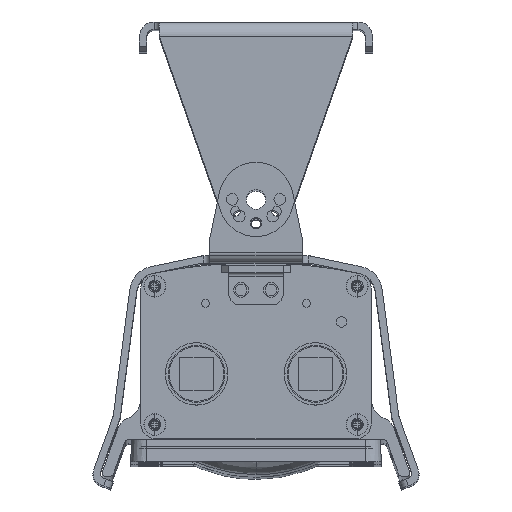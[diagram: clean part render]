
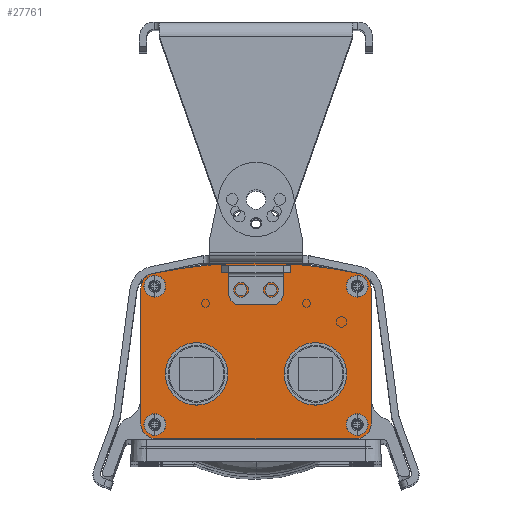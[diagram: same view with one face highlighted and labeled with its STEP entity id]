
A CAD part, top view. The second image highlights one B-rep face of the part: STEP entity #27761.
In plain terms, the highlighted planar face has unit normal (0, 0, 1).
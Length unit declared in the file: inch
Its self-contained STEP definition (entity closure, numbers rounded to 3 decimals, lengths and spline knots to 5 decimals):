
#25966=CARTESIAN_POINT('',(-1.,-0.375,0.625));
#25967=DIRECTION('',(0.,0.,1.));
#25968=DIRECTION('',(1.,0.,0.));
#25969=AXIS2_PLACEMENT_3D('',#25966,#25967,#25968);
#25971=CARTESIAN_POINT('',(-1.,-0.375,0.625));
#25972=DIRECTION('',(0.,0.,1.));
#25973=DIRECTION('',(-1.,0.,0.));
#25974=AXIS2_PLACEMENT_3D('',#25971,#25972,#25973);
#25976=CARTESIAN_POINT('',(1.,-0.375,0.625));
#25977=DIRECTION('',(0.,0.,1.));
#25978=DIRECTION('',(1.,0.,0.));
#25979=AXIS2_PLACEMENT_3D('',#25976,#25977,#25978);
#25981=CARTESIAN_POINT('',(1.,-0.375,0.625));
#25982=DIRECTION('',(0.,0.,1.));
#25983=DIRECTION('',(-1.,0.,0.));
#25984=AXIS2_PLACEMENT_3D('',#25981,#25982,#25983);
#25986=CARTESIAN_POINT('',(-1.701,-1.227,0.625));
#25987=DIRECTION('',(0.,0.,1.));
#25988=DIRECTION('',(0.,1.,0.));
#25989=AXIS2_PLACEMENT_3D('',#25986,#25987,#25988);
#25991=CARTESIAN_POINT('',(-1.701,-1.227,0.625));
#25992=DIRECTION('',(0.,0.,1.));
#25993=DIRECTION('',(0.,-1.,0.));
#25994=AXIS2_PLACEMENT_3D('',#25991,#25992,#25993);
#25996=CARTESIAN_POINT('',(-1.701,1.099,0.625));
#25997=DIRECTION('',(0.,0.,-1.));
#25998=DIRECTION('',(0.,-1.,0.));
#25999=AXIS2_PLACEMENT_3D('',#25996,#25997,#25998);
#26001=CARTESIAN_POINT('',(-1.701,1.099,0.625));
#26002=DIRECTION('',(0.,0.,-1.));
#26003=DIRECTION('',(0.,1.,0.));
#26004=AXIS2_PLACEMENT_3D('',#26001,#26002,#26003);
#26006=CARTESIAN_POINT('',(1.701,-1.227,0.625));
#26007=DIRECTION('',(0.,0.,-1.));
#26008=DIRECTION('',(0.,1.,0.));
#26009=AXIS2_PLACEMENT_3D('',#26006,#26007,#26008);
#26011=CARTESIAN_POINT('',(1.701,-1.227,0.625));
#26012=DIRECTION('',(0.,0.,-1.));
#26013=DIRECTION('',(0.,-1.,0.));
#26014=AXIS2_PLACEMENT_3D('',#26011,#26012,#26013);
#26016=CARTESIAN_POINT('',(1.701,1.099,0.625));
#26017=DIRECTION('',(0.,0.,1.));
#26018=DIRECTION('',(0.,-1.,0.));
#26019=AXIS2_PLACEMENT_3D('',#26016,#26017,#26018);
#26021=CARTESIAN_POINT('',(1.701,1.099,0.625));
#26022=DIRECTION('',(0.,0.,1.));
#26023=DIRECTION('',(0.,1.,0.));
#26024=AXIS2_PLACEMENT_3D('',#26021,#26022,#26023);
#26026=DIRECTION('',(1.,0.,0.));
#26027=VECTOR('',#26026,0.688);
#26028=CARTESIAN_POINT('',(-0.3434,1.48453,0.625));
#26029=LINE('',#26028,#26027);
#26030=CARTESIAN_POINT('',(0.0006,-7.00851,0.625));
#26031=DIRECTION('',(0.,0.,1.));
#26032=DIRECTION('',(0.204,0.979,0.));
#26033=AXIS2_PLACEMENT_3D('',#26030,#26031,#26032);
#26035=CARTESIAN_POINT('',(1.686,1.0675,0.625));
#26036=DIRECTION('',(0.,0.,1.));
#26037=DIRECTION('',(1.,0.,0.));
#26038=AXIS2_PLACEMENT_3D('',#26035,#26036,#26037);
#26040=DIRECTION('',(0.,1.,0.));
#26041=VECTOR('',#26040,2.281);
#26042=CARTESIAN_POINT('',(1.936,-1.2135,0.625));
#26043=LINE('',#26042,#26041);
#26044=CARTESIAN_POINT('',(1.686,-1.2135,0.625));
#26045=DIRECTION('',(0.,0.,1.));
#26046=DIRECTION('',(0.,-1.,0.));
#26047=AXIS2_PLACEMENT_3D('',#26044,#26045,#26046);
#26049=DIRECTION('',(1.,0.,0.));
#26050=VECTOR('',#26049,3.372);
#26051=CARTESIAN_POINT('',(-1.686,-1.4635,0.625));
#26052=LINE('',#26051,#26050);
#26053=CARTESIAN_POINT('',(-1.686,-1.2135,0.625));
#26054=DIRECTION('',(0.,0.,1.));
#26055=DIRECTION('',(-1.,0.,0.));
#26056=AXIS2_PLACEMENT_3D('',#26053,#26054,#26055);
#26058=DIRECTION('',(0.,-1.,0.));
#26059=VECTOR('',#26058,2.281);
#26060=CARTESIAN_POINT('',(-1.936,1.0675,0.625));
#26061=LINE('',#26060,#26059);
#26062=CARTESIAN_POINT('',(-1.686,1.0675,0.625));
#26063=DIRECTION('',(0.,0.,1.));
#26064=DIRECTION('',(-0.16,0.987,0.));
#26065=AXIS2_PLACEMENT_3D('',#26062,#26063,#26064);
#26067=CARTESIAN_POINT('',(0.0006,-7.00851,0.625));
#26068=DIRECTION('',(0.,0.,1.));
#26069=DIRECTION('',(-0.04,0.999,0.));
#26070=AXIS2_PLACEMENT_3D('',#26067,#26068,#26069);
#26072=CARTESIAN_POINT('',(-0.25,1.0365,0.625));
#26073=DIRECTION('',(0.,0.,1.));
#26074=DIRECTION('',(1.,0.,0.));
#26075=AXIS2_PLACEMENT_3D('',#26072,#26073,#26074);
#26077=CARTESIAN_POINT('',(-0.25,1.0365,0.625));
#26078=DIRECTION('',(0.,0.,1.));
#26079=DIRECTION('',(-1.,0.,0.));
#26080=AXIS2_PLACEMENT_3D('',#26077,#26078,#26079);
#26082=CARTESIAN_POINT('',(0.25,1.0365,0.625));
#26083=DIRECTION('',(0.,0.,1.));
#26084=DIRECTION('',(1.,0.,0.));
#26085=AXIS2_PLACEMENT_3D('',#26082,#26083,#26084);
#26087=CARTESIAN_POINT('',(0.25,1.0365,0.625));
#26088=DIRECTION('',(0.,0.,1.));
#26089=DIRECTION('',(-1.,0.,0.));
#26090=AXIS2_PLACEMENT_3D('',#26087,#26088,#26089);
#27238=CARTESIAN_POINT('',(-1.936,-1.2135,0.625));
#27239=CARTESIAN_POINT('',(-1.686,-1.4635,0.625));
#27240=VERTEX_POINT('',#27238);
#27241=VERTEX_POINT('',#27239);
#27242=CARTESIAN_POINT('',(1.686,-1.4635,0.625));
#27243=CARTESIAN_POINT('',(1.936,-1.2135,0.625));
#27244=VERTEX_POINT('',#27242);
#27245=VERTEX_POINT('',#27243);
#27246=CARTESIAN_POINT('',(-1.936,1.0675,0.625));
#27247=VERTEX_POINT('',#27246);
#27248=CARTESIAN_POINT('',(1.936,1.0675,0.625));
#27249=VERTEX_POINT('',#27248);
#27266=CARTESIAN_POINT('',(1.73707,1.31223,0.625));
#27267=VERTEX_POINT('',#27266);
#27268=CARTESIAN_POINT('',(-1.72606,1.31427,0.625));
#27269=VERTEX_POINT('',#27268);
#27278=CARTESIAN_POINT('',(-0.539,-0.375,0.625));
#27279=CARTESIAN_POINT('',(-1.461,-0.375,0.625));
#27280=VERTEX_POINT('',#27278);
#27281=VERTEX_POINT('',#27279);
#27282=CARTESIAN_POINT('',(1.461,-0.375,0.625));
#27283=CARTESIAN_POINT('',(0.539,-0.375,0.625));
#27284=VERTEX_POINT('',#27282);
#27285=VERTEX_POINT('',#27283);
#27398=CARTESIAN_POINT('',(-1.701,-1.0475,0.625));
#27399=CARTESIAN_POINT('',(-1.701,-1.4065,0.625));
#27400=VERTEX_POINT('',#27398);
#27401=VERTEX_POINT('',#27399);
#27411=CARTESIAN_POINT('',(-1.701,0.9195,0.625));
#27413=VERTEX_POINT('',#27411);
#27415=CARTESIAN_POINT('',(-1.701,1.2785,0.625));
#27417=VERTEX_POINT('',#27415);
#27423=CARTESIAN_POINT('',(1.701,-1.0475,0.625));
#27425=VERTEX_POINT('',#27423);
#27427=CARTESIAN_POINT('',(1.701,-1.4065,0.625));
#27429=VERTEX_POINT('',#27427);
#27431=CARTESIAN_POINT('',(1.701,0.9195,0.625));
#27433=VERTEX_POINT('',#27431);
#27435=CARTESIAN_POINT('',(1.701,1.2785,0.625));
#27437=VERTEX_POINT('',#27435);
#27574=CARTESIAN_POINT('',(-0.3434,1.48453,0.625));
#27575=CARTESIAN_POINT('',(0.3446,1.48453,0.625));
#27576=VERTEX_POINT('',#27574);
#27577=VERTEX_POINT('',#27575);
#27598=CARTESIAN_POINT('',(-0.1515,1.0365,0.625));
#27599=CARTESIAN_POINT('',(-0.3485,1.0365,0.625));
#27600=VERTEX_POINT('',#27598);
#27601=VERTEX_POINT('',#27599);
#27602=CARTESIAN_POINT('',(0.3485,1.0365,0.625));
#27603=CARTESIAN_POINT('',(0.1515,1.0365,0.625));
#27604=VERTEX_POINT('',#27602);
#27605=VERTEX_POINT('',#27603);
#27688=CARTESIAN_POINT('',(0.,0.,0.625));
#27689=DIRECTION('',(0.,0.,1.));
#27690=DIRECTION('',(1.,0.,0.));
#27691=AXIS2_PLACEMENT_3D('',#27688,#27689,#27690);
#27692=PLANE('',#27691);
#27694=ORIENTED_EDGE('',*,*,#27693,.T.);
#27696=ORIENTED_EDGE('',*,*,#27695,.F.);
#27698=ORIENTED_EDGE('',*,*,#27697,.F.);
#27700=ORIENTED_EDGE('',*,*,#27699,.F.);
#27702=ORIENTED_EDGE('',*,*,#27701,.F.);
#27704=ORIENTED_EDGE('',*,*,#27703,.F.);
#27706=ORIENTED_EDGE('',*,*,#27705,.F.);
#27708=ORIENTED_EDGE('',*,*,#27707,.F.);
#27710=ORIENTED_EDGE('',*,*,#27709,.F.);
#27712=ORIENTED_EDGE('',*,*,#27711,.F.);
#27713=EDGE_LOOP('',(#27694,#27696,#27698,#27700,#27702,#27704,#27706,#27708,
#27710,#27712));
#27714=FACE_OUTER_BOUND('',#27713,.F.);
#27716=ORIENTED_EDGE('',*,*,#27715,.T.);
#27718=ORIENTED_EDGE('',*,*,#27717,.T.);
#27719=EDGE_LOOP('',(#27716,#27718));
#27720=FACE_BOUND('',#27719,.F.);
#27722=ORIENTED_EDGE('',*,*,#27721,.T.);
#27724=ORIENTED_EDGE('',*,*,#27723,.T.);
#27725=EDGE_LOOP('',(#27722,#27724));
#27726=FACE_BOUND('',#27725,.F.);
#27728=ORIENTED_EDGE('',*,*,#27727,.F.);
#27730=ORIENTED_EDGE('',*,*,#27729,.F.);
#27731=EDGE_LOOP('',(#27728,#27730));
#27732=FACE_BOUND('',#27731,.F.);
#27734=ORIENTED_EDGE('',*,*,#27733,.F.);
#27736=ORIENTED_EDGE('',*,*,#27735,.F.);
#27737=EDGE_LOOP('',(#27734,#27736));
#27738=FACE_BOUND('',#27737,.F.);
#27740=ORIENTED_EDGE('',*,*,#27739,.T.);
#27742=ORIENTED_EDGE('',*,*,#27741,.T.);
#27743=EDGE_LOOP('',(#27740,#27742));
#27744=FACE_BOUND('',#27743,.F.);
#27745=ORIENTED_EDGE('',*,*,#27668,.T.);
#27746=ORIENTED_EDGE('',*,*,#27682,.T.);
#27747=EDGE_LOOP('',(#27745,#27746));
#27748=FACE_BOUND('',#27747,.F.);
#27750=ORIENTED_EDGE('',*,*,#27749,.T.);
#27752=ORIENTED_EDGE('',*,*,#27751,.T.);
#27753=EDGE_LOOP('',(#27750,#27752));
#27754=FACE_BOUND('',#27753,.F.);
#27756=ORIENTED_EDGE('',*,*,#27755,.T.);
#27758=ORIENTED_EDGE('',*,*,#27757,.T.);
#27759=EDGE_LOOP('',(#27756,#27758));
#27760=FACE_BOUND('',#27759,.F.);
#27761=ADVANCED_FACE('',(#27714,#27720,#27726,#27732,#27738,#27744,#27748,
#27754,#27760),#27692,.T.);
#25970=CIRCLE('',#25969,0.461);
#25975=CIRCLE('',#25974,0.461);
#25980=CIRCLE('',#25979,0.461);
#25985=CIRCLE('',#25984,0.461);
#25990=CIRCLE('',#25989,0.1795);
#25995=CIRCLE('',#25994,0.1795);
#26000=CIRCLE('',#25999,0.1795);
#26005=CIRCLE('',#26004,0.1795);
#26010=CIRCLE('',#26009,0.1795);
#26015=CIRCLE('',#26014,0.1795);
#26020=CIRCLE('',#26019,0.1795);
#26025=CIRCLE('',#26024,0.1795);
#26034=CIRCLE('',#26033,8.5);
#26039=CIRCLE('',#26038,0.25);
#26048=CIRCLE('',#26047,0.25);
#26057=CIRCLE('',#26056,0.25);
#26066=CIRCLE('',#26065,0.25);
#26071=CIRCLE('',#26070,8.5);
#26076=CIRCLE('',#26075,0.0985);
#26081=CIRCLE('',#26080,0.0985);
#26086=CIRCLE('',#26085,0.0985);
#26091=CIRCLE('',#26090,0.0985);
#27668=EDGE_CURVE('',#27280,#27281,#25970,.T.);
#27682=EDGE_CURVE('',#27281,#27280,#25975,.T.);
#27693=EDGE_CURVE('',#27576,#27577,#26029,.T.);
#27695=EDGE_CURVE('',#27267,#27577,#26034,.T.);
#27697=EDGE_CURVE('',#27249,#27267,#26039,.T.);
#27699=EDGE_CURVE('',#27245,#27249,#26043,.T.);
#27701=EDGE_CURVE('',#27244,#27245,#26048,.T.);
#27703=EDGE_CURVE('',#27241,#27244,#26052,.T.);
#27705=EDGE_CURVE('',#27240,#27241,#26057,.T.);
#27707=EDGE_CURVE('',#27247,#27240,#26061,.T.);
#27709=EDGE_CURVE('',#27269,#27247,#26066,.T.);
#27711=EDGE_CURVE('',#27576,#27269,#26071,.T.);
#27715=EDGE_CURVE('',#27284,#27285,#25980,.T.);
#27717=EDGE_CURVE('',#27285,#27284,#25985,.T.);
#27721=EDGE_CURVE('',#27400,#27401,#25990,.T.);
#27723=EDGE_CURVE('',#27401,#27400,#25995,.T.);
#27727=EDGE_CURVE('',#27413,#27417,#26000,.T.);
#27729=EDGE_CURVE('',#27417,#27413,#26005,.T.);
#27733=EDGE_CURVE('',#27425,#27429,#26010,.T.);
#27735=EDGE_CURVE('',#27429,#27425,#26015,.T.);
#27739=EDGE_CURVE('',#27433,#27437,#26020,.T.);
#27741=EDGE_CURVE('',#27437,#27433,#26025,.T.);
#27749=EDGE_CURVE('',#27600,#27601,#26076,.T.);
#27751=EDGE_CURVE('',#27601,#27600,#26081,.T.);
#27755=EDGE_CURVE('',#27604,#27605,#26086,.T.);
#27757=EDGE_CURVE('',#27605,#27604,#26091,.T.);
